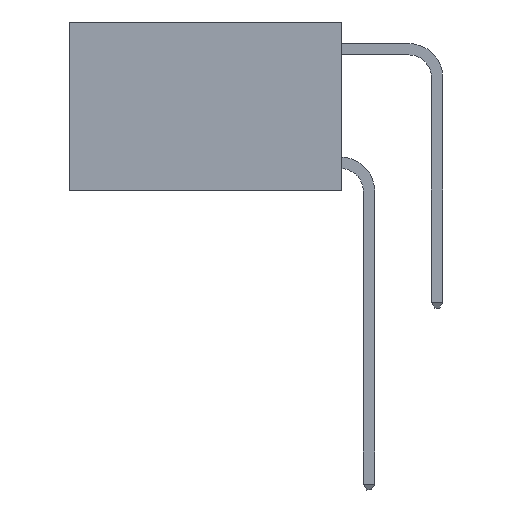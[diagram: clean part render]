
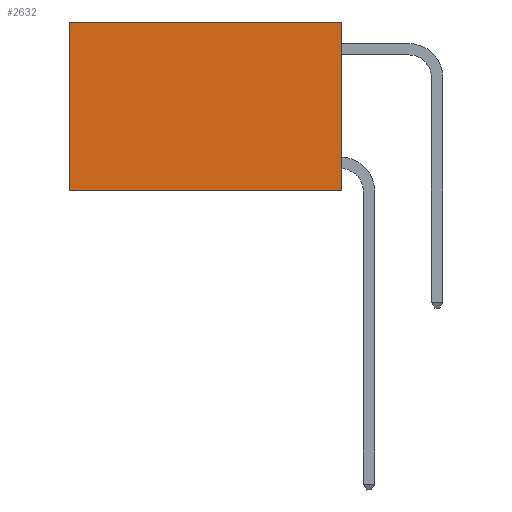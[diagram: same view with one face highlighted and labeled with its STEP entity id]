
A CAD part, left-side view. The second image highlights one B-rep face of the part: STEP entity #2632.
In plain terms, the highlighted planar face has unit normal (-1, 0, 0).
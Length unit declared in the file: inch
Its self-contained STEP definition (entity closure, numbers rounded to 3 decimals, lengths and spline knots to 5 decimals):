
#318 = DIRECTION ( 'NONE',  ( 0., 0., -1. ) ) ;
#1057 = FACE_OUTER_BOUND ( 'NONE', #1748, .T. ) ;
#1109 = VERTEX_POINT ( 'NONE', #1189 ) ;
#1189 = CARTESIAN_POINT ( 'NONE',  ( 0.2625, 0.6, -0.37 ) ) ;
#1748 = EDGE_LOOP ( 'NONE', ( #3686, #3756, #4709, #4932 ) ) ;
#1941 = VECTOR ( 'NONE', #318, 39.37008 ) ;
#2057 = VECTOR ( 'NONE', #6763, 39.37008 ) ;
#2198 = DIRECTION ( 'NONE',  ( 0., 0., -1. ) ) ;
#2291 = DIRECTION ( 'NONE',  ( 0., 1., 0. ) ) ;
#2480 = LINE ( 'NONE', #3353, #6473 ) ;
#2632 = ADVANCED_FACE ( 'NONE', ( #1057 ), #7525, .F. ) ;
#2696 = EDGE_CURVE ( 'NONE', #4319, #5595, #2480, .T. ) ;
#3353 = CARTESIAN_POINT ( 'NONE',  ( 0.2625, 0., 0. ) ) ;
#3611 = LINE ( 'NONE', #9697, #1941 ) ;
#3686 = ORIENTED_EDGE ( 'NONE', *, *, #7226, .T. ) ;
#3756 = ORIENTED_EDGE ( 'NONE', *, *, #7677, .F. ) ;
#4071 = AXIS2_PLACEMENT_3D ( 'NONE', #7437, #7174, #7096 ) ;
#4319 = VERTEX_POINT ( 'NONE', #9609 ) ;
#4467 = LINE ( 'NONE', #8994, #2057 ) ;
#4709 = ORIENTED_EDGE ( 'NONE', *, *, #7034, .F. ) ;
#4930 = CARTESIAN_POINT ( 'NONE',  ( 0.2625, 0.6, 0. ) ) ;
#4932 = ORIENTED_EDGE ( 'NONE', *, *, #2696, .T. ) ;
#4966 = VERTEX_POINT ( 'NONE', #8420 ) ;
#5379 = CARTESIAN_POINT ( 'NONE',  ( 0.2625, 0.6, 0. ) ) ;
#5595 = VERTEX_POINT ( 'NONE', #4930 ) ;
#6473 = VECTOR ( 'NONE', #2291, 39.37008 ) ;
#6763 = DIRECTION ( 'NONE',  ( 0., 1., 0. ) ) ;
#7034 = EDGE_CURVE ( 'NONE', #4319, #4966, #3611, .T. ) ;
#7096 = DIRECTION ( 'NONE',  ( 0., 0., -1. ) ) ;
#7174 = DIRECTION ( 'NONE',  ( 1., 0., 0. ) ) ;
#7226 = EDGE_CURVE ( 'NONE', #5595, #1109, #8136, .T. ) ;
#7437 = CARTESIAN_POINT ( 'NONE',  ( 0.2625, 0., 0. ) ) ;
#7525 = PLANE ( 'NONE',  #4071 ) ;
#7677 = EDGE_CURVE ( 'NONE', #4966, #1109, #4467, .T. ) ;
#8136 = LINE ( 'NONE', #5379, #9810 ) ;
#8420 = CARTESIAN_POINT ( 'NONE',  ( 0.2625, 0., -0.37 ) ) ;
#8994 = CARTESIAN_POINT ( 'NONE',  ( 0.2625, 0., -0.37 ) ) ;
#9609 = CARTESIAN_POINT ( 'NONE',  ( 0.2625, 0., 0. ) ) ;
#9697 = CARTESIAN_POINT ( 'NONE',  ( 0.2625, 0., 0. ) ) ;
#9810 = VECTOR ( 'NONE', #2198, 39.37008 ) ;
